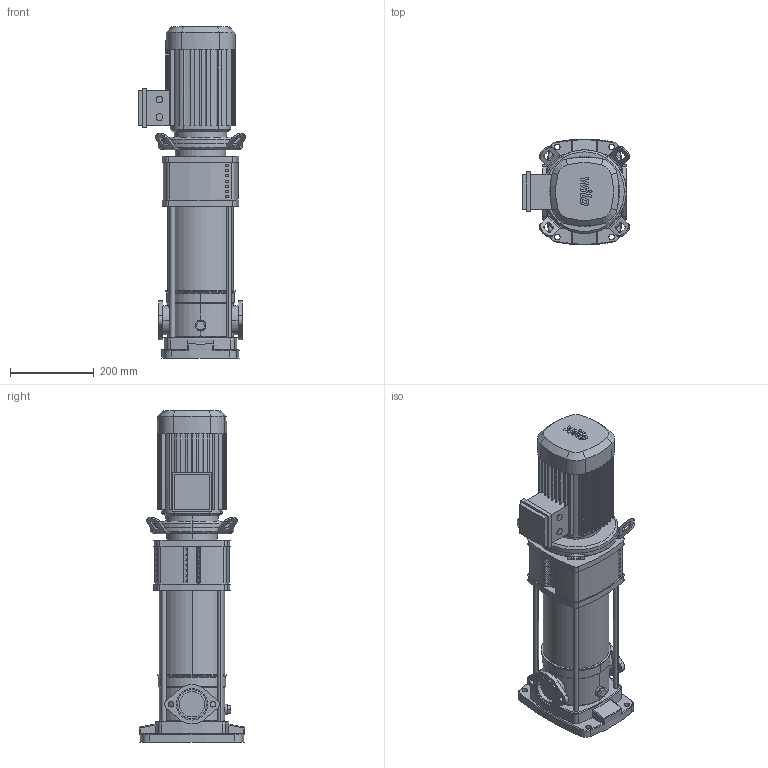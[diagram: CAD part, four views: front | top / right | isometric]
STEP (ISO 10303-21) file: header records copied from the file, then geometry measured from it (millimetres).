
FILE_DESCRIPTION((''),'2;1');
FILE_NAME('3d_HELIXV1603-1_16_E_K-4141146.stp','2016-08-24T08:49:18',(''),(''),'Mechanical Desktop 2009','Mechanical Desktop 2009',', , ');
FILE_SCHEMA(('CONFIG_CONTROL_DESIGN'));
Length unit declared in the file: millimetre
Products named in the file (1): Product
Bounding box: 257.23 x 252 x 792.2 mm (x, y, z)
Volume: 16818025.8 mm3; surface area: 1212663.8 mm2
Topology: 18 solids, 18 shells, 832 faces, 2196 edges, 1430 vertices
Faces by surface type: plane 355, cylinder 210, bspline 209, cone 34, torus 20, sphere 4
Entity records: 27145 total; most frequent: CARTESIAN_POINT 6357, ORIENTED_EDGE 4392, DIRECTION 4122, EDGE_CURVE 2196, VERTEX_POINT 1430, AXIS2_PLACEMENT_3D 1379, VECTOR 1364, LINE 1364
